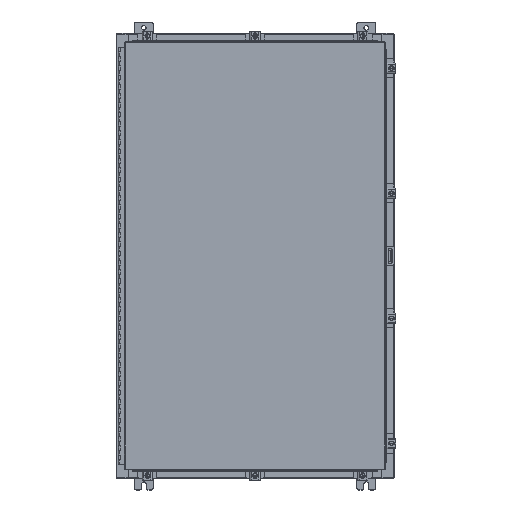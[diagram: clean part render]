
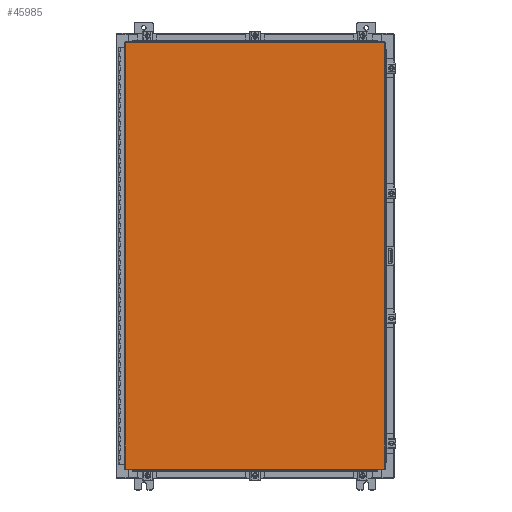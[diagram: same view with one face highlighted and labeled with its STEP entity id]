
A CAD part, top view. The second image highlights one B-rep face of the part: STEP entity #45985.
In plain terms, the highlighted planar face has unit normal (0, 0, 1).
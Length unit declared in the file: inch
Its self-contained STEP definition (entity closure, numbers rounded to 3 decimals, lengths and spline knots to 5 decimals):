
#255 = EDGE_CURVE ( 'NONE', #44161, #14926, #46399, .T. ) ;
#2152 = ORIENTED_EDGE ( 'NONE', *, *, #255, .T. ) ;
#2361 = VERTEX_POINT ( 'NONE', #37163 ) ;
#7145 = EDGE_CURVE ( 'NONE', #7686, #2361, #37477, .T. ) ;
#7561 = CARTESIAN_POINT ( 'NONE',  ( -13.9903, -23.0063, 0. ) ) ;
#7686 = VERTEX_POINT ( 'NONE', #44350 ) ;
#8991 = DIRECTION ( 'NONE',  ( -1., 0., 0. ) ) ;
#9371 = VECTOR ( 'NONE', #8991, 39.37008 ) ;
#9860 = CARTESIAN_POINT ( 'NONE',  ( -13.9903, 23.0063, 0. ) ) ;
#13348 = EDGE_LOOP ( 'NONE', ( #33847, #33549, #2152, #47332 ) ) ;
#14926 = VERTEX_POINT ( 'NONE', #9860 ) ;
#16215 = VECTOR ( 'NONE', #30304, 39.37008 ) ;
#16884 = CARTESIAN_POINT ( 'NONE',  ( 0., 0., 0. ) ) ;
#17044 = AXIS2_PLACEMENT_3D ( 'NONE', #16884, #20960, #49356 ) ;
#20778 = PLANE ( 'NONE',  #17044 ) ;
#20960 = DIRECTION ( 'NONE',  ( 0., 0., -1. ) ) ;
#26627 = VECTOR ( 'NONE', #26887, 39.37008 ) ;
#26887 = DIRECTION ( 'NONE',  ( 1., 0., 0. ) ) ;
#27152 = LINE ( 'NONE', #30244, #16215 ) ;
#30244 = CARTESIAN_POINT ( 'NONE',  ( 13.9903, -23.0063, 0. ) ) ;
#30304 = DIRECTION ( 'NONE',  ( 0., 1., 0. ) ) ;
#30878 = DIRECTION ( 'NONE',  ( 0., -1., 0. ) ) ;
#30905 = EDGE_CURVE ( 'NONE', #2361, #44161, #27152, .T. ) ;
#33549 = ORIENTED_EDGE ( 'NONE', *, *, #30905, .T. ) ;
#33847 = ORIENTED_EDGE ( 'NONE', *, *, #7145, .T. ) ;
#37163 = CARTESIAN_POINT ( 'NONE',  ( 13.9903, -23.0063, 0. ) ) ;
#37477 = LINE ( 'NONE', #7561, #26627 ) ;
#40085 = FACE_OUTER_BOUND ( 'NONE', #13348, .T. ) ;
#44161 = VERTEX_POINT ( 'NONE', #45016 ) ;
#44350 = CARTESIAN_POINT ( 'NONE',  ( -13.9903, -23.0063, 0. ) ) ;
#44519 = VECTOR ( 'NONE', #30878, 39.37008 ) ;
#45016 = CARTESIAN_POINT ( 'NONE',  ( 13.9903, 23.0063, 0. ) ) ;
#45581 = EDGE_CURVE ( 'NONE', #14926, #7686, #45771, .T. ) ;
#45771 = LINE ( 'NONE', #47141, #44519 ) ;
#45985 = ADVANCED_FACE ( 'NONE', ( #40085 ), #20778, .F. ) ;
#46399 = LINE ( 'NONE', #50259, #9371 ) ;
#47141 = CARTESIAN_POINT ( 'NONE',  ( -13.9903, 23.0063, 0. ) ) ;
#47332 = ORIENTED_EDGE ( 'NONE', *, *, #45581, .T. ) ;
#49356 = DIRECTION ( 'NONE',  ( -1., 0., 0. ) ) ;
#50259 = CARTESIAN_POINT ( 'NONE',  ( 13.9903, 23.0063, 0. ) ) ;
